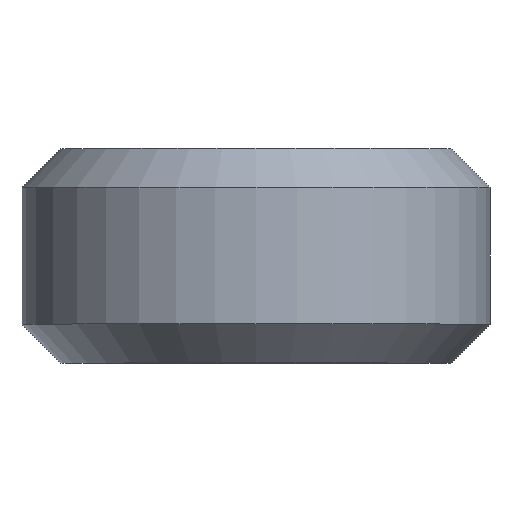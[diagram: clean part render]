
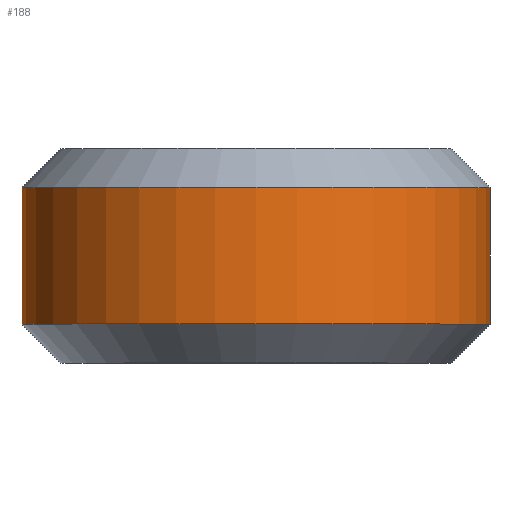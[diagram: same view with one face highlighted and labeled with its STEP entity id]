
A CAD part, top view. The second image highlights one B-rep face of the part: STEP entity #188.
In plain terms, the highlighted cylindrical face has radius 12 mm (diameter 24 mm), a full revolution.
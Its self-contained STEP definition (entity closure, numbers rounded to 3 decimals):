
#38=FACE_OUTER_BOUND('',#54,.T.);
#54=EDGE_LOOP('',(#149,#150,#151,#152));
#70=LINE('',#330,#78);
#78=VECTOR('',#270,12.);
#88=CIRCLE('',#223,12.);
#89=CIRCLE('',#225,12.);
#102=VERTEX_POINT('',#325);
#103=VERTEX_POINT('',#329);
#119=EDGE_CURVE('',#102,#102,#88,.T.);
#120=EDGE_CURVE('',#102,#103,#70,.T.);
#121=EDGE_CURVE('',#103,#103,#89,.T.);
#149=ORIENTED_EDGE('',*,*,#119,.F.);
#150=ORIENTED_EDGE('',*,*,#120,.T.);
#151=ORIENTED_EDGE('',*,*,#121,.F.);
#152=ORIENTED_EDGE('',*,*,#120,.F.);
#179=CYLINDRICAL_SURFACE('',#224,12.);
#188=ADVANCED_FACE('',(#38),#179,.T.);
#223=AXIS2_PLACEMENT_3D('',#327,#266,#267);
#224=AXIS2_PLACEMENT_3D('',#328,#268,#269);
#225=AXIS2_PLACEMENT_3D('',#331,#271,#272);
#266=DIRECTION('center_axis',(0.,1.,0.));
#267=DIRECTION('ref_axis',(1.,0.,0.));
#268=DIRECTION('center_axis',(0.,1.,0.));
#269=DIRECTION('ref_axis',(1.,0.,0.));
#270=DIRECTION('',(0.,-1.,0.));
#271=DIRECTION('center_axis',(0.,-1.,0.));
#272=DIRECTION('ref_axis',(1.,0.,0.));
#325=CARTESIAN_POINT('',(-12.,9.,0.));
#327=CARTESIAN_POINT('Origin',(0.,9.,0.));
#328=CARTESIAN_POINT('Origin',(0.,0.,0.));
#329=CARTESIAN_POINT('',(-12.,2.,0.));
#330=CARTESIAN_POINT('',(-12.,0.,0.));
#331=CARTESIAN_POINT('Origin',(0.,2.,0.));
